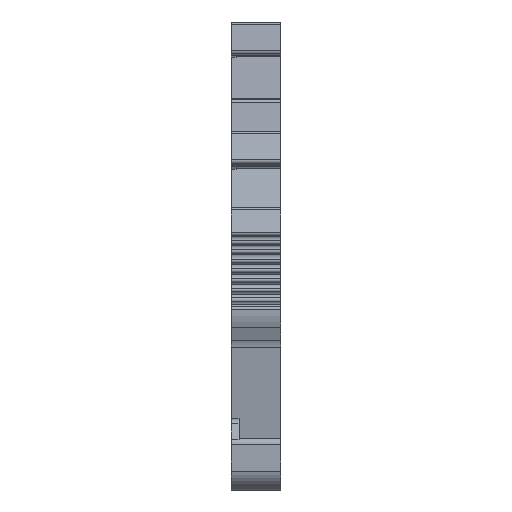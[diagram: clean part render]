
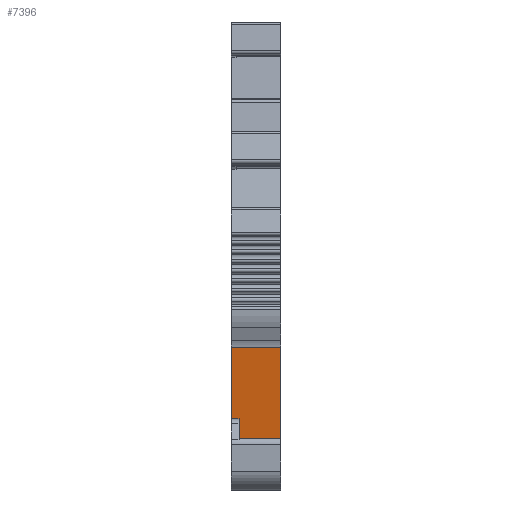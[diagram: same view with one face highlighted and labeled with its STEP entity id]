
A CAD part, left-side view. The second image highlights one B-rep face of the part: STEP entity #7396.
In plain terms, the highlighted planar face has unit normal (-0.986, 0, -0.168).
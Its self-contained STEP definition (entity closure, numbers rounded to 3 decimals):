
#246=PLANE('',#7963);
#885=LINE('',#11403,#1657);
#1023=LINE('',#11955,#1795);
#1024=LINE('',#11961,#1796);
#1031=LINE('',#11982,#1803);
#1032=LINE('',#11984,#1804);
#1033=LINE('',#11985,#1805);
#1657=VECTOR('',#8692,1000.);
#1795=VECTOR('',#9278,1000.);
#1796=VECTOR('',#9285,1000.);
#1803=VECTOR('',#9304,1000.);
#1804=VECTOR('',#9305,1000.);
#1805=VECTOR('',#9306,1000.);
#2935=ORIENTED_EDGE('',*,*,#5051,.T.);
#2936=ORIENTED_EDGE('',*,*,#5041,.F.);
#2937=ORIENTED_EDGE('',*,*,#5038,.T.);
#2938=ORIENTED_EDGE('',*,*,#5052,.T.);
#2939=ORIENTED_EDGE('',*,*,#4765,.F.);
#2940=ORIENTED_EDGE('',*,*,#5053,.T.);
#4765=EDGE_CURVE('',#5859,#5860,#885,.T.);
#5038=EDGE_CURVE('',#6049,#6048,#1023,.T.);
#5041=EDGE_CURVE('',#6049,#6051,#1024,.T.);
#5051=EDGE_CURVE('',#6059,#6051,#1031,.T.);
#5052=EDGE_CURVE('',#6048,#5860,#1032,.T.);
#5053=EDGE_CURVE('',#5859,#6059,#1033,.T.);
#5859=VERTEX_POINT('',#11404);
#5860=VERTEX_POINT('',#11405);
#6048=VERTEX_POINT('',#11954);
#6049=VERTEX_POINT('',#11956);
#6051=VERTEX_POINT('',#11962);
#6059=VERTEX_POINT('',#11983);
#6604=EDGE_LOOP('',(#2935,#2936,#2937,#2938,#2939,#2940));
#6997=FACE_BOUND('',#6604,.T.);
#7396=ADVANCED_FACE('',(#6997),#246,.F.);
#7963=AXIS2_PLACEMENT_3D('',#11981,#9302,#9303);
#8692=DIRECTION('',(0.,-1.,0.));
#9278=DIRECTION('',(0.,-1.,0.));
#9285=DIRECTION('',(-0.168,0.,0.986));
#9302=DIRECTION('',(0.986,0.,0.168));
#9303=DIRECTION('',(0.168,0.,-0.986));
#9304=DIRECTION('',(0.,-1.,0.));
#9305=DIRECTION('',(-0.168,0.,0.986));
#9306=DIRECTION('',(0.168,0.,-0.986));
#11403=CARTESIAN_POINT('',(-33.735,84.604,-14.358));
#11404=CARTESIAN_POINT('',(-33.735,2.5,-14.358));
#11405=CARTESIAN_POINT('',(-33.735,-2.5,-14.358));
#11954=CARTESIAN_POINT('',(-31.744,-2.5,-26.045));
#11955=CARTESIAN_POINT('',(-31.744,86.963,-26.045));
#11956=CARTESIAN_POINT('',(-31.744,1.7,-26.045));
#11961=CARTESIAN_POINT('',(-31.744,1.7,-26.045));
#11962=CARTESIAN_POINT('',(-32.509,1.7,-21.555));
#11981=CARTESIAN_POINT('',(-32.509,81.963,-21.555));
#11982=CARTESIAN_POINT('',(-32.509,81.963,-21.555));
#11983=CARTESIAN_POINT('',(-32.509,2.5,-21.555));
#11984=CARTESIAN_POINT('',(-32.509,-2.5,-21.555));
#11985=CARTESIAN_POINT('',(-35.16,2.5,-5.99));
